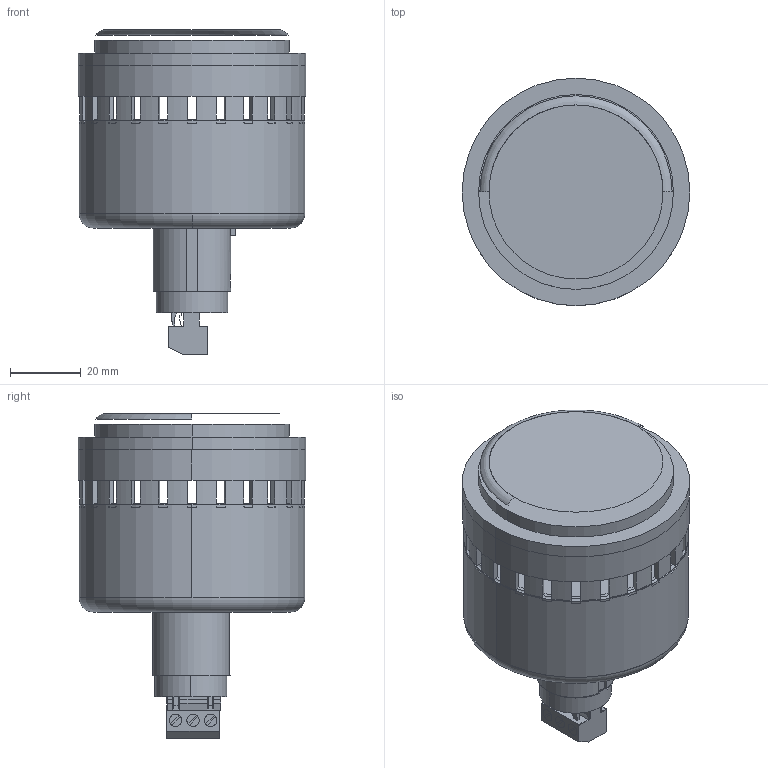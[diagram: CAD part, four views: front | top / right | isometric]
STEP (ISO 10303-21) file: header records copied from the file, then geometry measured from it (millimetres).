
FILE_DESCRIPTION((''),'2;1');
FILE_NAME('ELG-65mm-beacon-bzr SS.stp','2012-12-11T10:02:51',(''),(''),'Mechanical Desktop 2011','Mechanical Desktop 2011',', , ');
FILE_SCHEMA(('CONFIG_CONTROL_DESIGN'));
Length unit declared in the file: millimetre
Products named in the file (1): Product
Bounding box: 64.58 x 64.58 x 92.05 mm (x, y, z)
Volume: 135651.5 mm3; surface area: 43690.9 mm2
Topology: 5 solids, 106 shells, 367 faces, 1892 edges, 1890 vertices
Faces by surface type: bspline 246, cylinder 85, torus 26, plane 10
Entity records: 19824 total; most frequent: CARTESIAN_POINT 9895, QUASI_UNIFORM_CURVE 2202, PCURVE 1336, COMPOSITE_CURVE_SEGMENT 1336, DIRECTION 874, ORIENTED_EDGE 470, EDGE_CURVE 440, VERTEX_POINT 430
